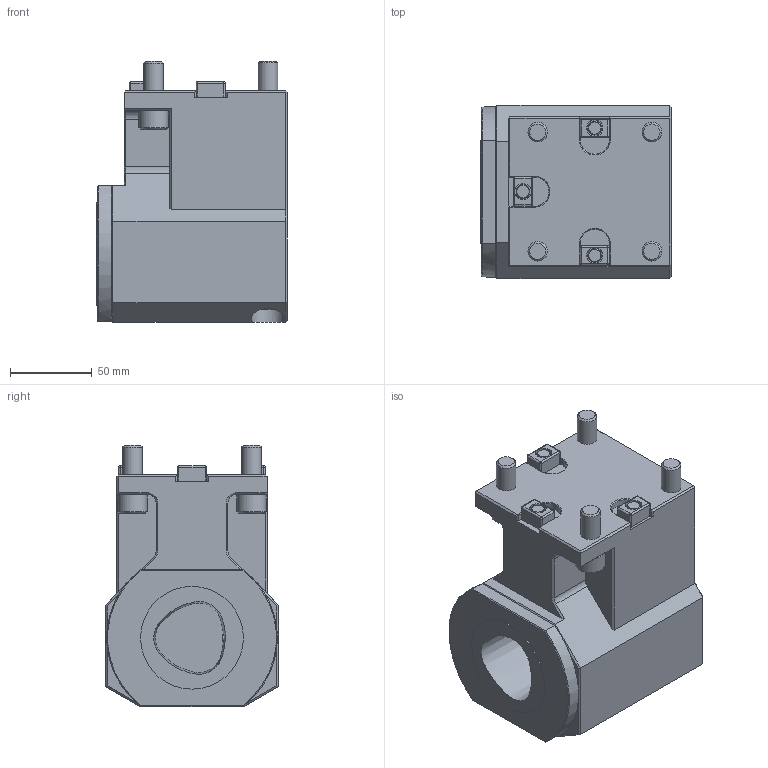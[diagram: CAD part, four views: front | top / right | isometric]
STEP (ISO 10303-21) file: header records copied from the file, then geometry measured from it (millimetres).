
FILE_DESCRIPTION(/* description */ (''),/* implementation_level */ '2;1');
FILE_NAME(/* name */ '1612445680339.stp',/* time_stamp */ '2021-02-04T19:04:55+06:00',/* author */ (''),/* organization */ ('SMS'),/* preprocessor_version */ 'ST-DEVELOPER v16.7',/* originating_system */ 'SIEMENS PLM Software NX 12.0',/* authorisation */ '');
FILE_SCHEMA (('AUTOMOTIVE_DESIGN { 1 0 10303 214 3 1 1 1 }'));
Length unit declared in the file: millimetre
Products named in the file (1): 203356395mod000_00
Bounding box: 117 x 106 x 160.25 mm (x, y, z)
Volume: 1393731.4 mm3; surface area: 96215.5 mm2
Topology: 1 solids, 1 shells, 238 faces, 588 edges, 348 vertices
Faces by surface type: plane 145, cylinder 52, cone 27, sphere 13, bspline 1
Full cylindrical faces by diameter (mm): 4 x1, 8.5 x3, 10 x3, 12 x4, 18 x4, 20 x2, 31.5 x1, 63 x1
Entity records: 6842 total; most frequent: CARTESIAN_POINT 1403, DIRECTION 1147, ORIENTED_EDGE 1046, EDGE_CURVE 523, AXIS2_PLACEMENT_3D 400, LINE 347, VECTOR 347, VERTEX_POINT 331
